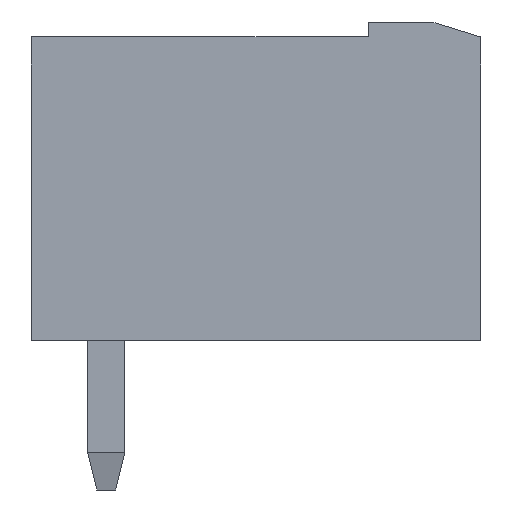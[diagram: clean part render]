
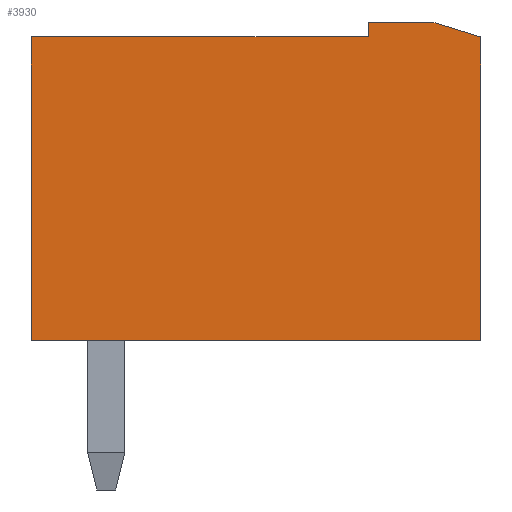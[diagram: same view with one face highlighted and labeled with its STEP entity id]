
A CAD part, left-side view. The second image highlights one B-rep face of the part: STEP entity #3930.
In plain terms, the highlighted planar face has unit normal (-1, 0, 0).
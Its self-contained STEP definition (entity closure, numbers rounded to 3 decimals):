
#136=FACE_OUTER_BOUND($,#354,.T.);
#354=EDGE_LOOP($,(#2817,#2818,#2819,#2820,#2821,#2822,#2823));
#589=LINE($,#5520,#1122);
#627=LINE($,#5603,#1160);
#696=LINE($,#5761,#1229);
#697=LINE($,#5764,#1230);
#698=LINE($,#5766,#1231);
#699=LINE($,#5768,#1232);
#700=LINE($,#5769,#1233);
#1122=VECTOR($,#4470,1.7);
#1160=VECTOR($,#4530,8.1);
#1229=VECTOR($,#4655,1.36);
#1230=VECTOR($,#4658,0.4);
#1231=VECTOR($,#4659,9.);
#1232=VECTOR($,#4660,8.1);
#1233=VECTOR($,#4661,12.);
#1641=VERTEX_POINT($,#5517);
#1642=VERTEX_POINT($,#5519);
#1657=VERTEX_POINT($,#5564);
#1676=VERTEX_POINT($,#5601);
#1738=VERTEX_POINT($,#5763);
#1739=VERTEX_POINT($,#5765);
#1740=VERTEX_POINT($,#5767);
#2029=EDGE_CURVE($,#1641,#1642,#589,.T.);
#2071=EDGE_CURVE($,#1676,#1657,#627,.T.);
#2152=EDGE_CURVE($,#1642,#1676,#696,.T.);
#2153=EDGE_CURVE($,#1738,#1641,#697,.T.);
#2154=EDGE_CURVE($,#1739,#1738,#698,.T.);
#2155=EDGE_CURVE($,#1740,#1739,#699,.T.);
#2156=EDGE_CURVE($,#1657,#1740,#700,.T.);
#2817=ORIENTED_EDGE($,*,*,#2152,.F.);
#2818=ORIENTED_EDGE($,*,*,#2029,.F.);
#2819=ORIENTED_EDGE($,*,*,#2153,.F.);
#2820=ORIENTED_EDGE($,*,*,#2154,.F.);
#2821=ORIENTED_EDGE($,*,*,#2155,.F.);
#2822=ORIENTED_EDGE($,*,*,#2156,.F.);
#2823=ORIENTED_EDGE($,*,*,#2071,.F.);
#3723=PLANE($,#4178);
#3930=ADVANCED_FACE($,(#136),#3723,.F.);
#4178=AXIS2_PLACEMENT_3D($,#5762,#4656,#4657);
#4470=DIRECTION($,(0.,-1.,0.));
#4530=DIRECTION($,(0.,0.,-1.));
#4655=DIRECTION($,(0.,-0.956,-0.294));
#4656=DIRECTION('center_axis',(1.,0.,0.));
#4657=DIRECTION('ref_axis',(0.,-1.,0.));
#4658=DIRECTION($,(0.,0.,1.));
#4659=DIRECTION($,(0.,-1.,0.));
#4660=DIRECTION($,(0.,0.,1.));
#4661=DIRECTION($,(0.,1.,0.));
#5517=CARTESIAN_POINT('',(-15.24,-7.,8.5));
#5519=CARTESIAN_POINT('',(-15.24,-8.7,8.5));
#5520=CARTESIAN_POINT($,(-15.24,-7.,8.5));
#5564=CARTESIAN_POINT('',(-15.24,-10.,0.));
#5601=CARTESIAN_POINT('',(-15.24,-10.,8.1));
#5603=CARTESIAN_POINT($,(-15.24,-10.,8.1));
#5761=CARTESIAN_POINT($,(-15.24,-8.7,8.5));
#5762=CARTESIAN_POINT('Origin',(-15.24,-4.,4.05));
#5763=CARTESIAN_POINT('',(-15.24,-7.,8.1));
#5764=CARTESIAN_POINT($,(-15.24,-7.,8.1));
#5765=CARTESIAN_POINT('',(-15.24,2.,8.1));
#5766=CARTESIAN_POINT($,(-15.24,2.,8.1));
#5767=CARTESIAN_POINT('',(-15.24,2.,0.));
#5768=CARTESIAN_POINT($,(-15.24,2.,0.));
#5769=CARTESIAN_POINT($,(-15.24,-10.,0.));
